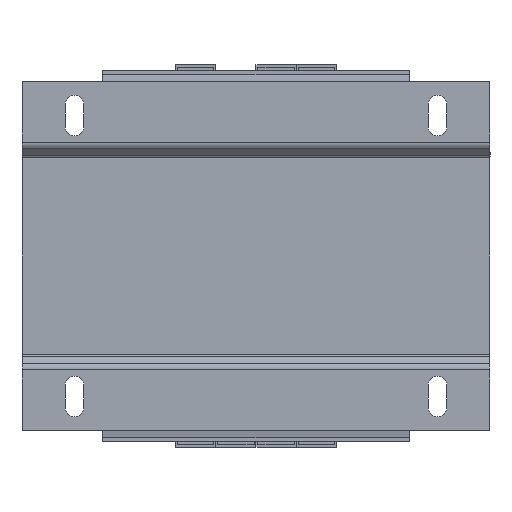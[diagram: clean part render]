
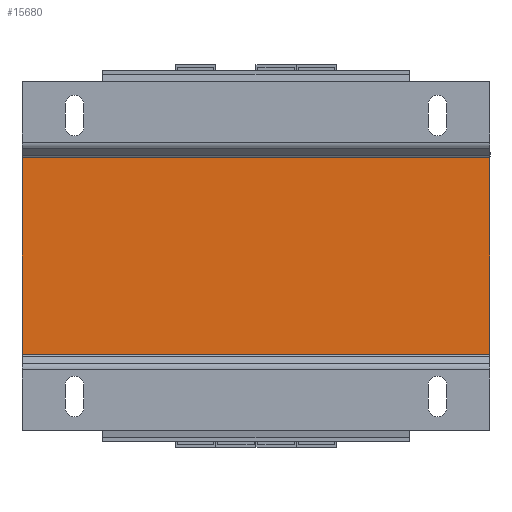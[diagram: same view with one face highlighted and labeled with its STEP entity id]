
A CAD part, front view. The second image highlights one B-rep face of the part: STEP entity #15680.
In plain terms, the highlighted planar face has unit normal (0, -1, 0).
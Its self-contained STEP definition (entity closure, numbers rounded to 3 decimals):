
#344 = VECTOR ( 'NONE', #2071, 1000. ) ;
#830 = AXIS2_PLACEMENT_3D ( 'NONE', #13105, #2213, #11816 ) ;
#854 = VERTEX_POINT ( 'NONE', #13445 ) ;
#1488 = VECTOR ( 'NONE', #7440, 1000. ) ;
#2071 = DIRECTION ( 'NONE',  ( 0., 0., -1. ) ) ;
#2213 = DIRECTION ( 'NONE',  ( 0., 1., 0. ) ) ;
#2577 = ORIENTED_EDGE ( 'NONE', *, *, #12483, .F. ) ;
#4345 = EDGE_CURVE ( 'NONE', #854, #12531, #11150, .T. ) ;
#4712 = CARTESIAN_POINT ( 'NONE',  ( 87.05, -75., -65. ) ) ;
#5622 = VECTOR ( 'NONE', #15723, 1000. ) ;
#5891 = ORIENTED_EDGE ( 'NONE', *, *, #14300, .F. ) ;
#6065 = VERTEX_POINT ( 'NONE', #16072 ) ;
#6162 = LINE ( 'NONE', #4712, #344 ) ;
#7440 = DIRECTION ( 'NONE',  ( -1., 0., 0. ) ) ;
#7640 = EDGE_LOOP ( 'NONE', ( #2577, #5891, #14036, #15125 ) ) ;
#9941 = FACE_OUTER_BOUND ( 'NONE', #7640, .T. ) ;
#10191 = CARTESIAN_POINT ( 'NONE',  ( 0., -75., 36.5 ) ) ;
#10681 = CARTESIAN_POINT ( 'NONE',  ( 87.05, -75., 36.5 ) ) ;
#10717 = DIRECTION ( 'NONE',  ( 0., 0., 1. ) ) ;
#10841 = CARTESIAN_POINT ( 'NONE',  ( -87.05, -75., -65. ) ) ;
#11150 = LINE ( 'NONE', #10841, #15407 ) ;
#11766 = PLANE ( 'NONE',  #830 ) ;
#11816 = DIRECTION ( 'NONE',  ( 0., 0., -1. ) ) ;
#12483 = EDGE_CURVE ( 'NONE', #6065, #854, #15849, .T. ) ;
#12531 = VERTEX_POINT ( 'NONE', #15705 ) ;
#13105 = CARTESIAN_POINT ( 'NONE',  ( 0., -75., 0. ) ) ;
#13445 = CARTESIAN_POINT ( 'NONE',  ( -87.05, -75., -36.5 ) ) ;
#14036 = ORIENTED_EDGE ( 'NONE', *, *, #16137, .T. ) ;
#14300 = EDGE_CURVE ( 'NONE', #17509, #6065, #6162, .T. ) ;
#15125 = ORIENTED_EDGE ( 'NONE', *, *, #4345, .F. ) ;
#15407 = VECTOR ( 'NONE', #10717, 1000. ) ;
#15588 = CARTESIAN_POINT ( 'NONE',  ( 0., -75., -36.5 ) ) ;
#15680 = ADVANCED_FACE ( 'NONE', ( #9941 ), #11766, .F. ) ;
#15705 = CARTESIAN_POINT ( 'NONE',  ( -87.05, -75., 36.5 ) ) ;
#15723 = DIRECTION ( 'NONE',  ( -1., 0., 0. ) ) ;
#15849 = LINE ( 'NONE', #15588, #1488 ) ;
#15909 = LINE ( 'NONE', #10191, #5622 ) ;
#16072 = CARTESIAN_POINT ( 'NONE',  ( 87.05, -75., -36.5 ) ) ;
#16137 = EDGE_CURVE ( 'NONE', #17509, #12531, #15909, .T. ) ;
#17509 = VERTEX_POINT ( 'NONE', #10681 ) ;
